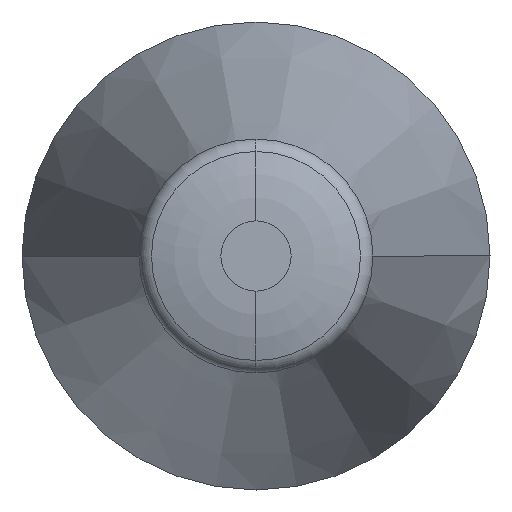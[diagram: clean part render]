
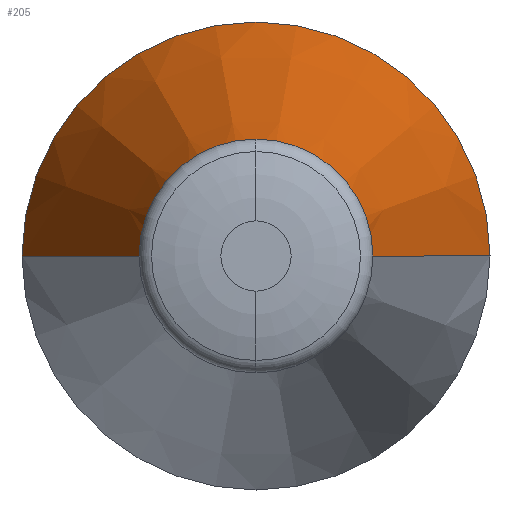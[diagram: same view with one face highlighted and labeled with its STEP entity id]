
A CAD part, front view. The second image highlights one B-rep face of the part: STEP entity #205.
In plain terms, the highlighted conical face has half-angle 15 degrees and reference radius 1.397 mm.
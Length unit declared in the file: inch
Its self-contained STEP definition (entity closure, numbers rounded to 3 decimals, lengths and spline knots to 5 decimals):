
#18 = CARTESIAN_POINT ( 'NONE',  ( 0.125, 1.25, 0. ) ) ;
#45 = EDGE_CURVE ( 'NONE', #324, #107, #280, .T. ) ;
#55 = EDGE_LOOP ( 'NONE', ( #536, #419, #184, #316 ) ) ;
#60 = DIRECTION ( 'NONE',  ( -0.259, 0.966, 0. ) ) ;
#79 = CARTESIAN_POINT ( 'NONE',  ( 0., 0.98876, 0. ) ) ;
#83 = FACE_OUTER_BOUND ( 'NONE', #55, .T. ) ;
#88 = EDGE_CURVE ( 'NONE', #353, #492, #515, .T. ) ;
#107 = VERTEX_POINT ( 'NONE', #18 ) ;
#115 = CIRCLE ( 'NONE', #149, 0.125 ) ;
#122 = DIRECTION ( 'NONE',  ( -1., 0., 0. ) ) ;
#145 = CARTESIAN_POINT ( 'NONE',  ( -0.125, 1.25, 0. ) ) ;
#149 = AXIS2_PLACEMENT_3D ( 'NONE', #534, #575, #403 ) ;
#162 = EDGE_CURVE ( 'NONE', #353, #324, #357, .T. ) ;
#184 = ORIENTED_EDGE ( 'NONE', *, *, #412, .F. ) ;
#191 = CARTESIAN_POINT ( 'NONE',  ( 0.055, 0.98876, 0. ) ) ;
#200 = CARTESIAN_POINT ( 'NONE',  ( -0.055, 0.98876, 0. ) ) ;
#205 = ADVANCED_FACE ( 'NONE', ( #83 ), #239, .T. ) ;
#239 = CONICAL_SURFACE ( 'NONE', #366, 0.055, 0.262 ) ;
#261 = DIRECTION ( 'NONE',  ( 0., 1., 0. ) ) ;
#268 = VECTOR ( 'NONE', #432, 39.37008 ) ;
#280 = LINE ( 'NONE', #191, #268 ) ;
#316 = ORIENTED_EDGE ( 'NONE', *, *, #88, .F. ) ;
#324 = VERTEX_POINT ( 'NONE', #394 ) ;
#352 = DIRECTION ( 'NONE',  ( -1., 0., 0. ) ) ;
#353 = VERTEX_POINT ( 'NONE', #445 ) ;
#357 = CIRCLE ( 'NONE', #434, 0.055 ) ;
#366 = AXIS2_PLACEMENT_3D ( 'NONE', #79, #261, #352 ) ;
#394 = CARTESIAN_POINT ( 'NONE',  ( 0.055, 0.98876, 0. ) ) ;
#403 = DIRECTION ( 'NONE',  ( -1., 0., 0. ) ) ;
#412 = EDGE_CURVE ( 'NONE', #492, #107, #115, .T. ) ;
#419 = ORIENTED_EDGE ( 'NONE', *, *, #45, .T. ) ;
#432 = DIRECTION ( 'NONE',  ( 0.259, 0.966, 0. ) ) ;
#434 = AXIS2_PLACEMENT_3D ( 'NONE', #494, #522, #122 ) ;
#445 = CARTESIAN_POINT ( 'NONE',  ( -0.055, 0.98876, 0. ) ) ;
#492 = VERTEX_POINT ( 'NONE', #145 ) ;
#494 = CARTESIAN_POINT ( 'NONE',  ( 0., 0.98876, 0. ) ) ;
#515 = LINE ( 'NONE', #200, #518 ) ;
#518 = VECTOR ( 'NONE', #60, 39.37008 ) ;
#522 = DIRECTION ( 'NONE',  ( 0., 1., 0. ) ) ;
#534 = CARTESIAN_POINT ( 'NONE',  ( 0., 1.25, 0. ) ) ;
#536 = ORIENTED_EDGE ( 'NONE', *, *, #162, .T. ) ;
#575 = DIRECTION ( 'NONE',  ( 0., 1., 0. ) ) ;
